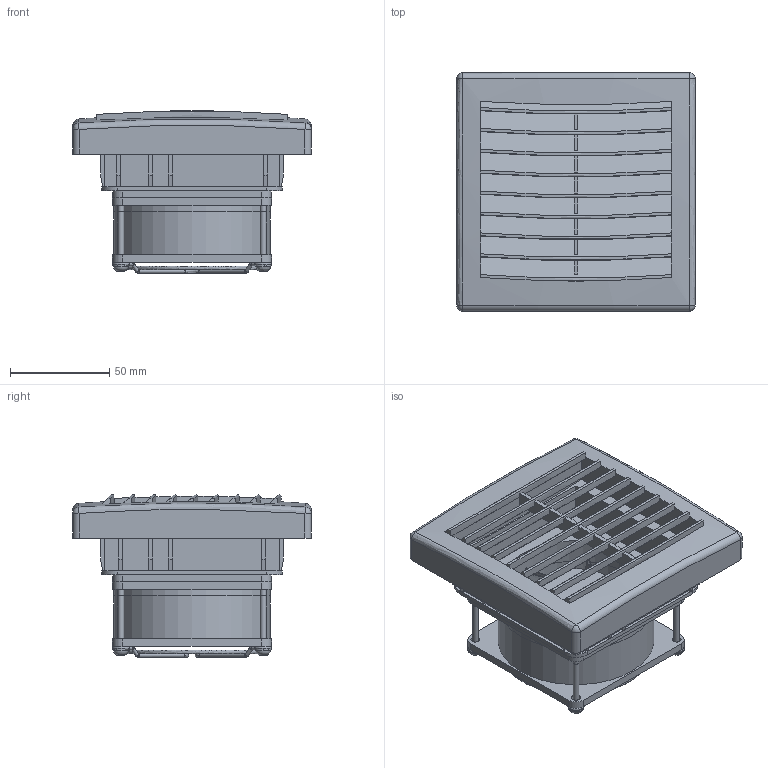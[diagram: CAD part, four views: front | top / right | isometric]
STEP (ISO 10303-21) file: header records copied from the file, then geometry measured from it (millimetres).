
FILE_DESCRIPTION (( 'STEP AP214' ), '1' );
FILE_NAME ('018702-30.STEP', '2019-08-02T15:23:45', ( '' ), ( '' ), 'SwSTEP 2.0', 'SolidWorks 2018', '' );
FILE_SCHEMA (( 'AUTOMOTIVE_DESIGN' ));
Length unit declared in the file: inch
Products named in the file (1): 018702-30
Bounding box: 120 x 120 x 81.79 mm (x, y, z)
Volume: 253759.9 mm3; surface area: 135198.3 mm2
Topology: 21 solids, 21 shells, 667 faces, 1897 edges, 1253 vertices
Faces by surface type: plane 322, cylinder 186, bspline 149, torus 6, sphere 4
Full cylindrical faces by diameter (mm): 1.8 x12, 2.928 x8, 4.445 x8, 7.8 x4, 46.9 x2, 75.565 x2, 78.74 x3
Entity records: 43561 total; most frequent: CARTESIAN_POINT 19097, ORIENTED_EDGE 3588, DIRECTION 2578, EDGE_CURVE 1794, VERTEX_POINT 1222, LINE 860, VECTOR 860, AXIS2_PLACEMENT_3D 859
